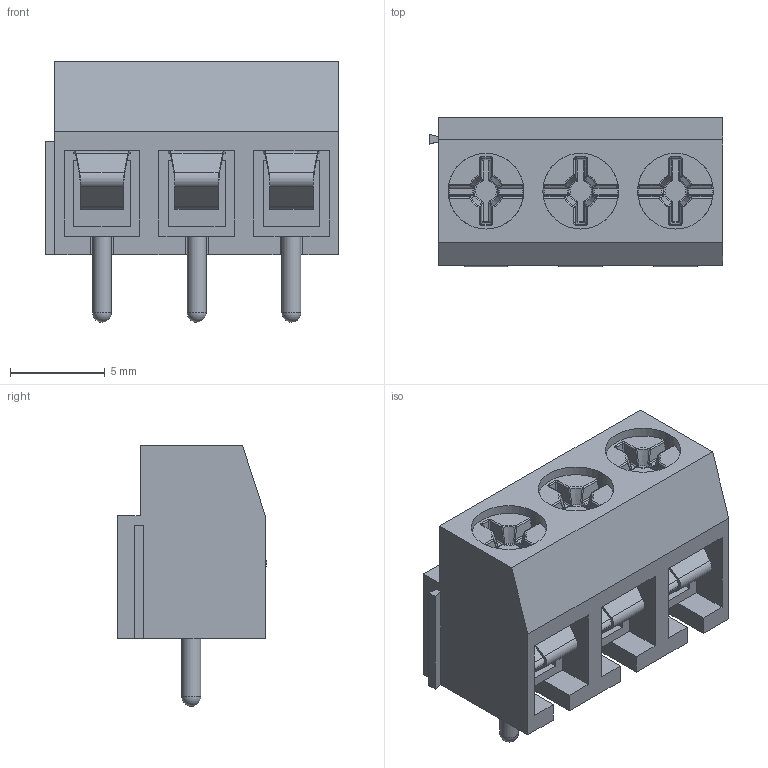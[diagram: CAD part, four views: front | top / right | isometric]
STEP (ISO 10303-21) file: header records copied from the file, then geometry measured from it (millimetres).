
FILE_DESCRIPTION(/* description */ (''),/* implementation_level */ '2;1');
FILE_NAME(/* name */ 'TerminalBlock_bornier-3_P5.08mm.step',/* time_stamp */ '2019-10-17T00:52:32+01:00',/* author */ (''),/* organization */ (''),/* preprocessor_version */ 'ST-DEVELOPER v18',/* originating_system */ 'Autodesk Translation Framework v8.6.0.1094',/* authorisation */ '');
FILE_SCHEMA (('AUTOMOTIVE_DESIGN { 1 0 10303 214 3 1 1 }'));
Length unit declared in the file: millimetre
Products named in the file (4): Assembly; Outter; Screw; Inner
Assembly tree (7 placements, depth 2):
  Assembly
    Outter
    Screw  x3
    Inner  x3
Bounding box: 15.5 x 7.87 x 13.75 mm (x, y, z)
Volume: 844.5 mm3; surface area: 1916.8 mm2
Topology: 7 solids, 7 shells, 425 faces, 1053 edges, 642 vertices
Faces by surface type: plane 167, cylinder 117, bspline 72, sphere 33, torus 30, cone 6
Full cylindrical faces by diameter (mm): 1 x3, 2 x9, 4 x6
Entity records: 5973 total; most frequent: CARTESIAN_POINT 1556, DIRECTION 924, ORIENTED_EDGE 892, EDGE_CURVE 446, AXIS2_PLACEMENT_3D 338, VERTEX_POINT 282, LINE 248, VECTOR 248
